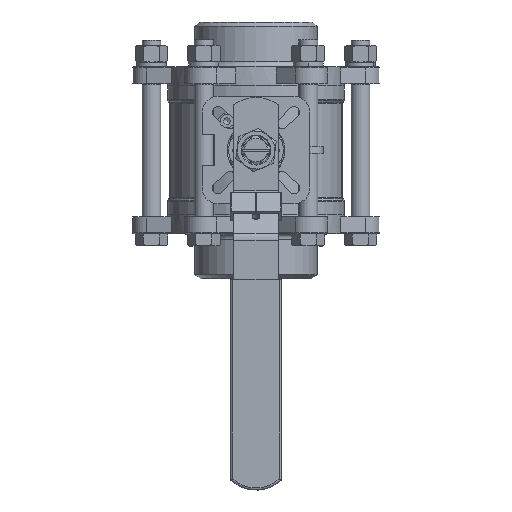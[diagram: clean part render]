
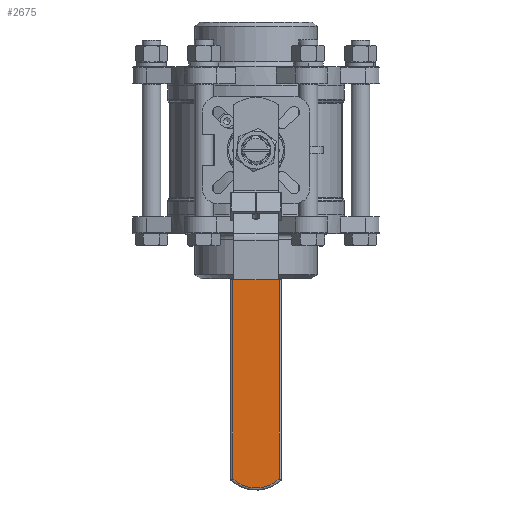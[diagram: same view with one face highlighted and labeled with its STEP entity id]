
A CAD part, top view. The second image highlights one B-rep face of the part: STEP entity #2675.
In plain terms, the highlighted planar face has unit normal (0, 0, 1).
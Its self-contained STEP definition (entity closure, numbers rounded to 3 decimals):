
#2675=ADVANCED_FACE('',(#4078),#4079,.T.);
#4078=FACE_OUTER_BOUND('',#7396,.T.);
#4079=PLANE('',#7397);
#7396=EDGE_LOOP('',(#11657,#11658,#11659,#11660));
#7397=AXIS2_PLACEMENT_3D('',#11661,#11662,#11663);
#11657=ORIENTED_EDGE('',*,*,#14326,.T.);
#11658=ORIENTED_EDGE('',*,*,#14345,.T.);
#11659=ORIENTED_EDGE('',*,*,#14342,.T.);
#11660=ORIENTED_EDGE('',*,*,#14352,.T.);
#11661=CARTESIAN_POINT('',(-168.0,0.,5.85));
#11662=DIRECTION('',(0.0,0.0,1.0));
#11663=DIRECTION('',(1.0,0.0,0.0));
#14326=EDGE_CURVE('',#16673,#16671,#16674,.T.);
#14342=EDGE_CURVE('',#16687,#16698,#16700,.T.);
#14345=EDGE_CURVE('',#16671,#16687,#16703,.T.);
#14352=EDGE_CURVE('',#16698,#16673,#16710,.T.);
#16671=VERTEX_POINT('',#22490);
#16673=VERTEX_POINT('',#22492);
#16674=LINE('',#22493,#22494);
#16687=VERTEX_POINT('',#22509);
#16698=VERTEX_POINT('',#22522);
#16700=CIRCLE('',#22524,33.0);
#16703=LINE('',#22528,#22529);
#16710=LINE('',#22538,#22539);
#22490=CARTESIAN_POINT('',(-3.,22.0,5.85));
#22492=CARTESIAN_POINT('',(-3.,-22.0,5.85));
#22493=CARTESIAN_POINT('',(-3.,-24.0,5.85));
#22494=VECTOR('',#25785,1.0);
#22509=CARTESIAN_POINT('',(-192.597,22.0,5.85));
#22522=CARTESIAN_POINT('',(-192.597,-22.0,5.85));
#22524=AXIS2_PLACEMENT_3D('',#25823,#25824,#25825);
#22528=CARTESIAN_POINT('',(-193.475,22.0,5.85));
#22529=VECTOR('',#25830,1.0);
#22538=CARTESIAN_POINT('',(-3.,-22.0,5.85));
#22539=VECTOR('',#25845,1.0);
#25785=DIRECTION('',(0.0,1.0,0.0));
#25823=CARTESIAN_POINT('',(-168.0,0.,5.85));
#25824=DIRECTION('',(0.0,0.0,1.0));
#25825=DIRECTION('',(1.0,0.0,0.0));
#25830=DIRECTION('',(-1.0,0.,0.0));
#25845=DIRECTION('',(1.0,0.,0.0));
